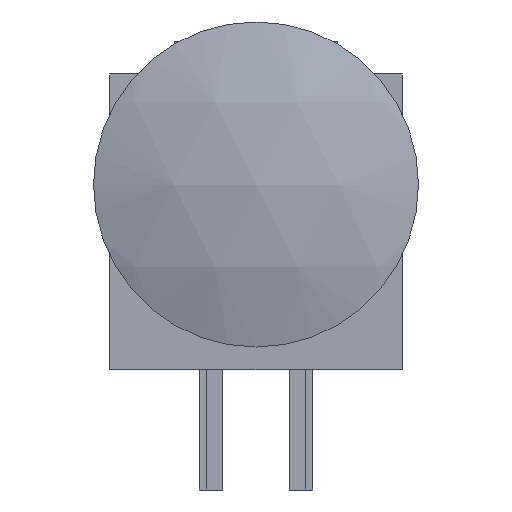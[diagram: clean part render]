
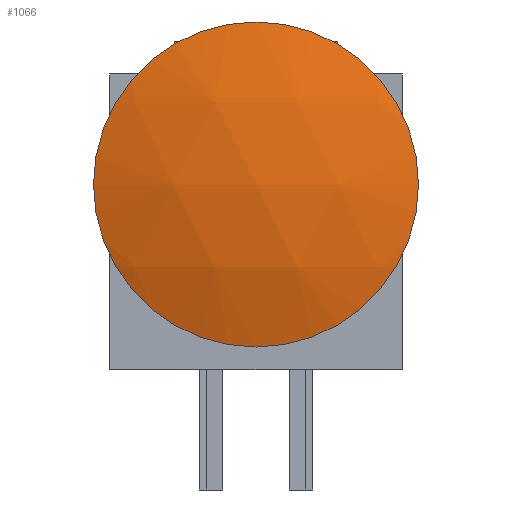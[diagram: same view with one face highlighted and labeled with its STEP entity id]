
A CAD part, left-side view. The second image highlights one B-rep face of the part: STEP entity #1066.
In plain terms, the highlighted spherical face has radius 15 mm.
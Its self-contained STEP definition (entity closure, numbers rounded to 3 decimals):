
#37=SPHERICAL_SURFACE('',#1167,15.);
#312=FACE_OUTER_BOUND('',#384,.T.);
#384=EDGE_LOOP('',(#717,#718));
#458=CIRCLE('',#1165,5.);
#459=CIRCLE('',#1166,5.);
#468=VERTEX_POINT('',#1546);
#469=VERTEX_POINT('',#1547);
#566=EDGE_CURVE('',#468,#469,#458,.T.);
#567=EDGE_CURVE('',#469,#468,#459,.T.);
#717=ORIENTED_EDGE('',*,*,#566,.T.);
#718=ORIENTED_EDGE('',*,*,#567,.T.);
#1066=ADVANCED_FACE('',(#312),#37,.T.);
#1165=AXIS2_PLACEMENT_3D('',#1548,#1253,#1254);
#1166=AXIS2_PLACEMENT_3D('',#1549,#1255,#1256);
#1167=AXIS2_PLACEMENT_3D('',#1551,#1258,#1259);
#1253=DIRECTION('center_axis',(-1.,0.,0.));
#1254=DIRECTION('ref_axis',(0.,0.,1.));
#1255=DIRECTION('center_axis',(-1.,0.,0.));
#1256=DIRECTION('ref_axis',(0.,0.,1.));
#1258=DIRECTION('center_axis',(0.,0.,
1.));
#1259=DIRECTION('ref_axis',(-1.,0.,0.));
#1546=CARTESIAN_POINT('',(-19.242,0.,10.7));
#1547=CARTESIAN_POINT('',(-19.242,0.,0.7));
#1548=CARTESIAN_POINT('Origin',(-19.242,0.,5.7));
#1549=CARTESIAN_POINT('Origin',(-19.242,0.,5.7));
#1551=CARTESIAN_POINT('Origin',(-5.1,0.,5.7));
